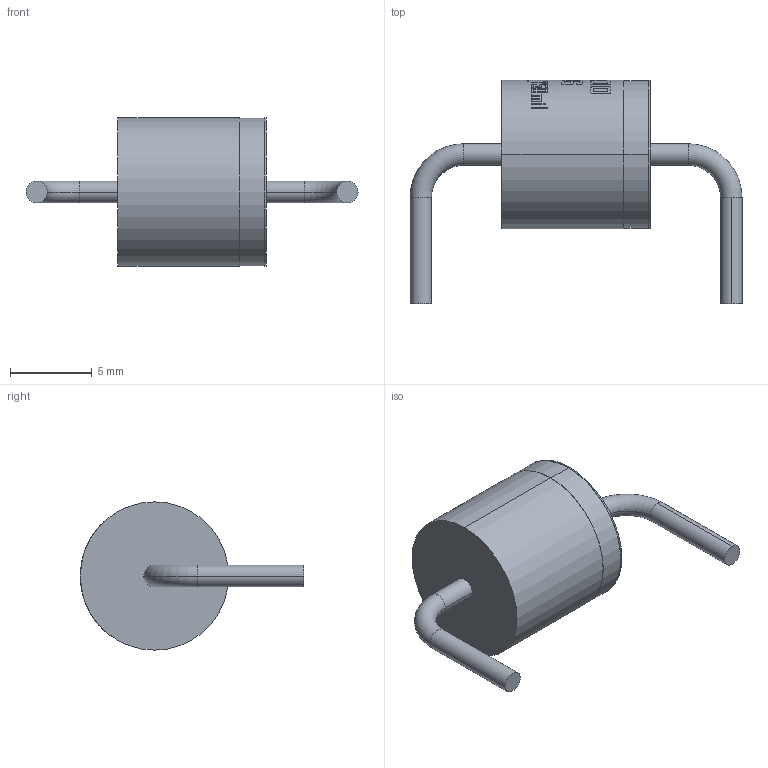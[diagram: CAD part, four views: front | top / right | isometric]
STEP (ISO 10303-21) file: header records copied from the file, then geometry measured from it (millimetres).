
FILE_DESCRIPTION (( 'STEP AP214' ), '1' );
FILE_NAME ('R-6_Max_size_750mil_rev1.0.STEP', '2023-03-16T23:18:17', ( '' ), ( '' ), 'SwSTEP 2.0', 'SolidWorks 2020', '' );
FILE_SCHEMA (( 'AUTOMOTIVE_DESIGN' ));
Length unit declared in the file: millimetre
Products named in the file (1): R-6_Max_size_750mil_rev1.0
Bounding box: 20.37 x 13.7 x 9.1 mm (x, y, z)
Volume: 627 mm3; surface area: 498.5 mm2
Topology: 1 solids, 1 shells, 58 faces, 334 edges, 316 vertices
Faces by surface type: cylinder 48, plane 6, torus 4
Entity records: 4942 total; most frequent: CARTESIAN_POINT 1505, ORIENTED_EDGE 668, DIRECTION 497, EDGE_CURVE 334, VERTEX_POINT 316, AXIS2_PLACEMENT_3D 193, CIRCLE 134, VECTOR 111
